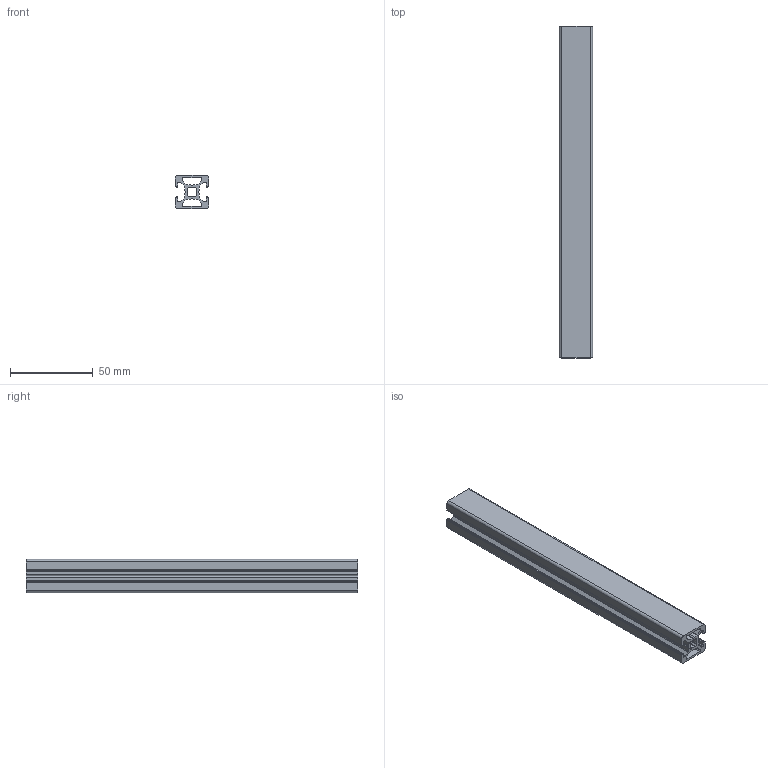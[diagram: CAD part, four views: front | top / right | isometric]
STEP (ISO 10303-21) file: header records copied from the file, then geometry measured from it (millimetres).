
FILE_DESCRIPTION(/* description */ ('Aluminiumprofil 20x20 2N'),/* implementation_level */ '2;1');
FILE_NAME(/* name */ 'Syskomp 461993422 Aluminiumprofil 20x20 2N.stp',/* time_stamp */ '2016-12-12T14:14:05+01:00',/* author */ ('wheldmann'),/* organization */ (''),/* preprocessor_version */ 'ST-DEVELOPER v16.1',/* originating_system */ 'Autodesk Inventor 2016',/* authorisation */ ' ');
FILE_SCHEMA (('AUTOMOTIVE_DESIGN { 1 0 10303 214 3 1 1 }'));
Length unit declared in the file: millimetre
Products named in the file (1): 461993422 Aluminiumprofil 20x20 2N - 200
Bounding box: 20 x 200 x 20 mm (x, y, z)
Volume: 36600 mm3; surface area: 39422.6 mm2
Topology: 1 solids, 1 shells, 146 faces, 432 edges, 288 vertices
Faces by surface type: cylinder 80, plane 66
Entity records: 4972 total; most frequent: DIRECTION 886, CARTESIAN_POINT 867, ORIENTED_EDGE 864, EDGE_CURVE 432, AXIS2_PLACEMENT_3D 307, VERTEX_POINT 288, LINE 272, VECTOR 272
